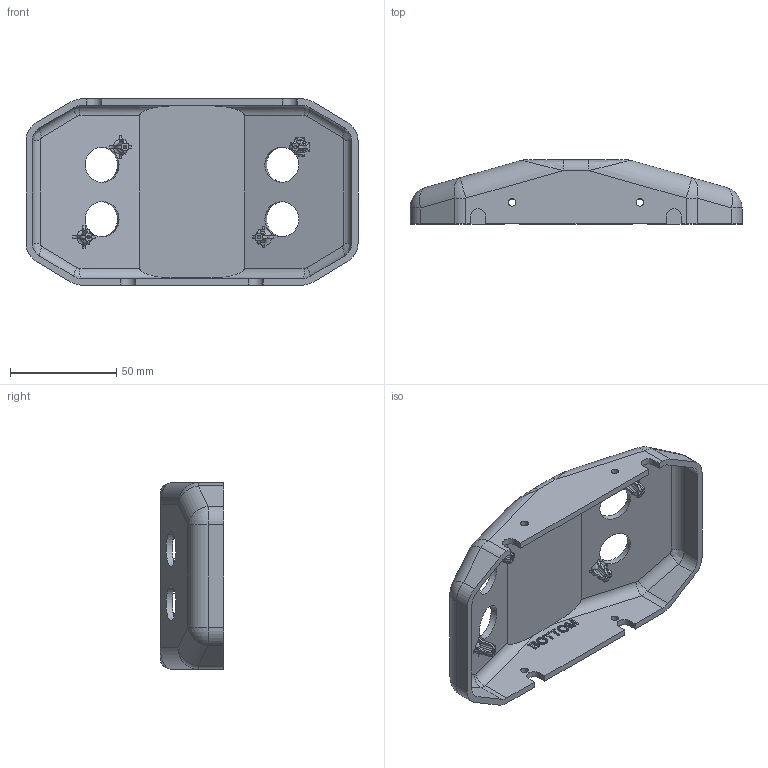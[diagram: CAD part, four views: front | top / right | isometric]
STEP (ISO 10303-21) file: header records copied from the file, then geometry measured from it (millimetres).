
FILE_DESCRIPTION(/* description */ (''),/* implementation_level */ '2;1');
FILE_NAME(/* name */ 'Dingo Front With Sonar.step',/* time_stamp */ '2023-08-19T06:27:24-05:00',/* author */ (''),/* organization */ (''),/* preprocessor_version */ 'ST-DEVELOPER v20',/* originating_system */ 'Autodesk Translation Framework v12.9.0.99',/* authorisation */ '');
FILE_SCHEMA (('AUTOMOTIVE_DESIGN { 1 0 10303 214 3 1 1 }'));
Length unit declared in the file: millimetre
Products named in the file (1): Dingo Front With Sonar
Bounding box: 156 x 30 x 87.5 mm (x, y, z)
Volume: 57457.1 mm3; surface area: 42192.7 mm2
Topology: 1 solids, 1 shells, 389 faces, 1048 edges, 673 vertices
Faces by surface type: cylinder 142, plane 138, bspline 78, torus 16, sphere 15
Full cylindrical faces by diameter (mm): 1.6 x4, 3.5 x4, 16.5 x4
Entity records: 14682 total; most frequent: CARTESIAN_POINT 5477, ORIENTED_EDGE 2088, DIRECTION 1626, EDGE_CURVE 1044, VERTEX_POINT 673, AXIS2_PLACEMENT_3D 548, LINE 530, VECTOR 530
